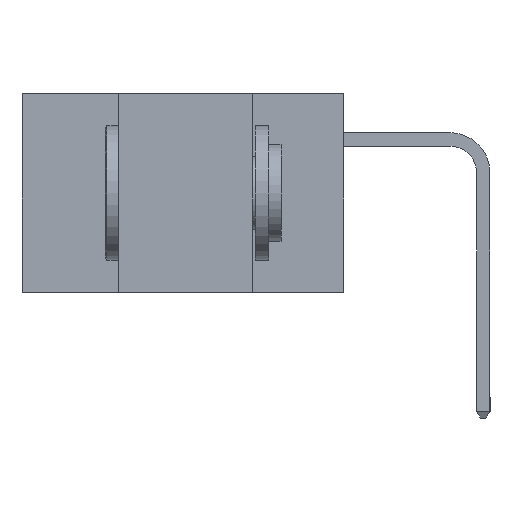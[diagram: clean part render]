
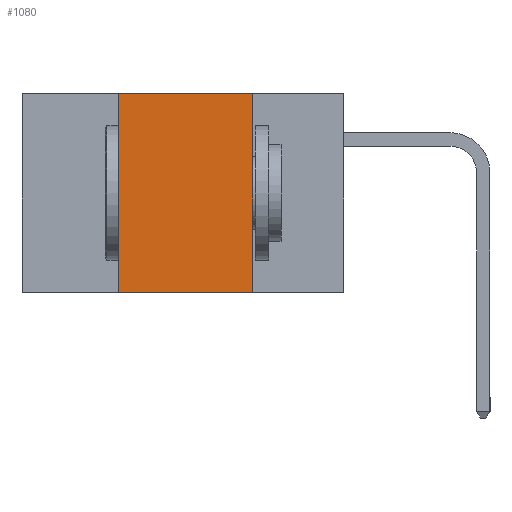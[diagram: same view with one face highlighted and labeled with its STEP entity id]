
A CAD part, left-side view. The second image highlights one B-rep face of the part: STEP entity #1080.
In plain terms, the highlighted planar face has unit normal (-1, 0, 0).
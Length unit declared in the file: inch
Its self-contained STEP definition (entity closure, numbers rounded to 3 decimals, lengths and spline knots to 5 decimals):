
#409 = DIRECTION ( 'NONE',  ( 1., 0., 0. ) ) ;
#851 = ORIENTED_EDGE ( 'NONE', *, *, #5703, .F. ) ;
#1080 = ADVANCED_FACE ( 'NONE', ( #11003 ), #9688, .F. ) ;
#1212 = CARTESIAN_POINT ( 'NONE',  ( 0., 0.6, -0.37 ) ) ;
#1358 = CARTESIAN_POINT ( 'NONE',  ( 0., 0.42, 0. ) ) ;
#1530 = EDGE_CURVE ( 'NONE', #19132, #22012, #2295, .T. ) ;
#2295 = LINE ( 'NONE', #3104, #19577 ) ;
#3104 = CARTESIAN_POINT ( 'NONE',  ( 0., 0.42, -0.37 ) ) ;
#3120 = DIRECTION ( 'NONE',  ( 0., 0., 1. ) ) ;
#3626 = DIRECTION ( 'NONE',  ( 0., 0., -1. ) ) ;
#3707 = ORIENTED_EDGE ( 'NONE', *, *, #1530, .F. ) ;
#3734 = CARTESIAN_POINT ( 'NONE',  ( 0., 0.17, -0.37 ) ) ;
#5114 = CARTESIAN_POINT ( 'NONE',  ( 0., 0.6, 0. ) ) ;
#5131 = LINE ( 'NONE', #5114, #13687 ) ;
#5157 = VECTOR ( 'NONE', #20990, 39.37008 ) ;
#5703 = EDGE_CURVE ( 'NONE', #16599, #14890, #20439, .T. ) ;
#5880 = CARTESIAN_POINT ( 'NONE',  ( 0., 0.6, 0. ) ) ;
#6188 = AXIS2_PLACEMENT_3D ( 'NONE', #5880, #409, #6448 ) ;
#6448 = DIRECTION ( 'NONE',  ( 0., 0., -1. ) ) ;
#6878 = DIRECTION ( 'NONE',  ( 0., -1., 0. ) ) ;
#7172 = CARTESIAN_POINT ( 'NONE',  ( 0., 0.17, 0. ) ) ;
#8104 = CARTESIAN_POINT ( 'NONE',  ( 0., 0.17, -0.37 ) ) ;
#9688 = PLANE ( 'NONE',  #6188 ) ;
#10807 = VECTOR ( 'NONE', #3626, 39.37008 ) ;
#11003 = FACE_OUTER_BOUND ( 'NONE', #18386, .T. ) ;
#11551 = ORIENTED_EDGE ( 'NONE', *, *, #21019, .F. ) ;
#11560 = EDGE_CURVE ( 'NONE', #19132, #14890, #14793, .T. ) ;
#13687 = VECTOR ( 'NONE', #6878, 39.37008 ) ;
#14793 = LINE ( 'NONE', #1212, #5157 ) ;
#14890 = VERTEX_POINT ( 'NONE', #8104 ) ;
#16599 = VERTEX_POINT ( 'NONE', #7172 ) ;
#18386 = EDGE_LOOP ( 'NONE', ( #851, #11551, #3707, #21291 ) ) ;
#19087 = CARTESIAN_POINT ( 'NONE',  ( 0., 0.42, -0.37 ) ) ;
#19132 = VERTEX_POINT ( 'NONE', #19087 ) ;
#19577 = VECTOR ( 'NONE', #3120, 39.37008 ) ;
#20439 = LINE ( 'NONE', #3734, #10807 ) ;
#20990 = DIRECTION ( 'NONE',  ( 0., -1., 0. ) ) ;
#21019 = EDGE_CURVE ( 'NONE', #22012, #16599, #5131, .T. ) ;
#21291 = ORIENTED_EDGE ( 'NONE', *, *, #11560, .T. ) ;
#22012 = VERTEX_POINT ( 'NONE', #1358 ) ;
